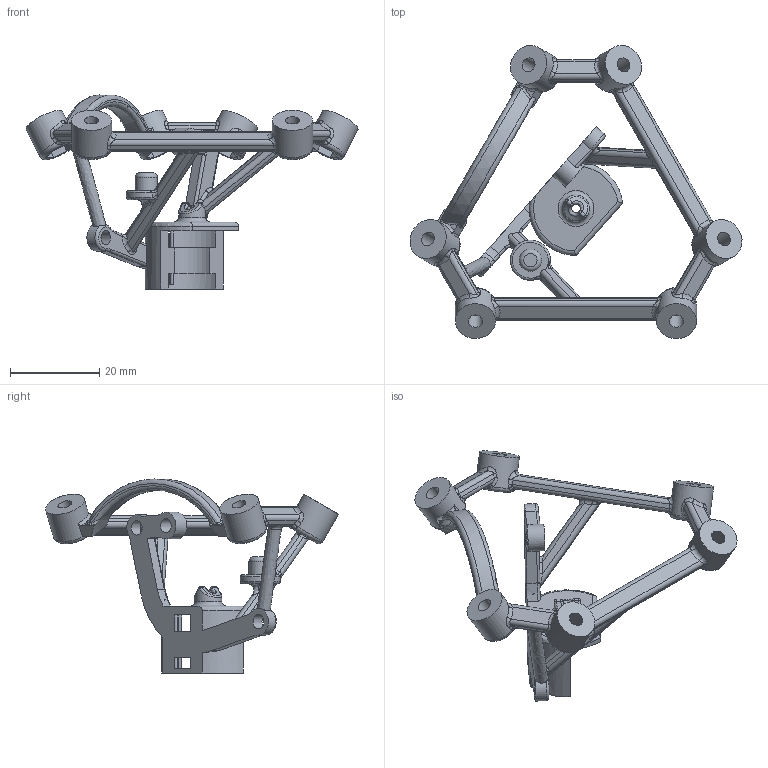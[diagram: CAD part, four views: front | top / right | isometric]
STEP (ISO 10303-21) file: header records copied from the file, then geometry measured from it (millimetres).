
FILE_DESCRIPTION(/* description */ ('Alibre Inc.'),/* implementation_level */ '2;1');
FILE_NAME(/* name */ 'export0',/* time_stamp */ '2015-10-09T11:52:27-04:00',/* author */ (''),/* organization */ (''),/* preprocessor_version */ 'ST-DEVELOPER v14',/* originating_system */ 'Alibre',/* authorisation */ '');
FILE_SCHEMA (('CONFIG_CONTROL_DESIGN'));
Length unit declared in the file: centimetre
Products named in the file (1): ID_1
Bounding box: 74.32 x 65.61 x 43.43 mm (x, y, z)
Volume: 7455.4 mm3; surface area: 7729.2 mm2
Topology: 1 solids, 1 shells, 433 faces, 1111 edges, 676 vertices
Faces by surface type: bspline 137, plane 135, cylinder 120, torus 36, sphere 4, extrusion 1
Full cylindrical faces by diameter (mm): 2 x1, 3.2 x7, 3.25 x2, 5 x1, 6 x2, 9 x6
Entity records: 26676 total; most frequent: CARTESIAN_POINT 17323, ORIENTED_EDGE 2102, DIRECTION 1573, EDGE_CURVE 1051, AXIS2_PLACEMENT_3D 692, VERTEX_POINT 648, EDGE_LOOP 491, FACE_BOUND 491
